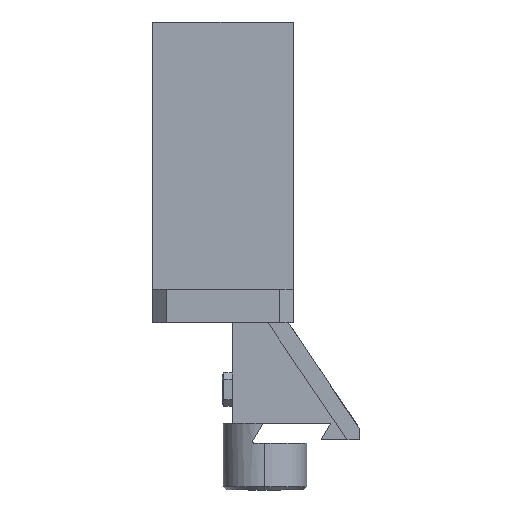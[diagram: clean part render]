
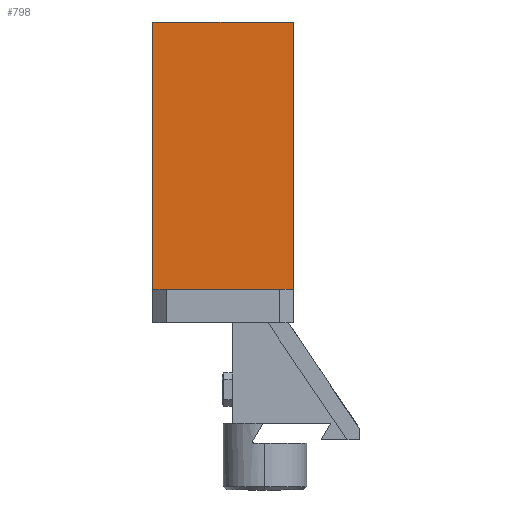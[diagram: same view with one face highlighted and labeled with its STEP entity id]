
A CAD part, front view. The second image highlights one B-rep face of the part: STEP entity #798.
In plain terms, the highlighted face is planar.
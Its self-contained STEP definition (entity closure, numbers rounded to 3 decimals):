
#168 = EDGE_CURVE ( 'NONE', #1917, #3675, #7198, .T. ) ;
#393 = LINE ( 'NONE', #1828, #1322 ) ;
#798 = ADVANCED_FACE ( 'NONE', ( #3528 ), #5687, .T. ) ;
#944 = EDGE_CURVE ( 'NONE', #1495, #1917, #4112, .T. ) ;
#1322 = VECTOR ( 'NONE', #6395, 1000. ) ;
#1423 = AXIS2_PLACEMENT_3D ( 'NONE', #7386, #5762, #5191 ) ;
#1495 = VERTEX_POINT ( 'NONE', #5269 ) ;
#1533 = DIRECTION ( 'NONE',  ( -1., 0., 0. ) ) ;
#1550 = CARTESIAN_POINT ( 'NONE',  ( 21., 90., 11.5 ) ) ;
#1785 = LINE ( 'NONE', #7200, #2748 ) ;
#1828 = CARTESIAN_POINT ( 'NONE',  ( -21., 90., 11.5 ) ) ;
#1917 = VERTEX_POINT ( 'NONE', #1550 ) ;
#1991 = VECTOR ( 'NONE', #2020, 1000. ) ;
#2020 = DIRECTION ( 'NONE',  ( 0., -1., 0. ) ) ;
#2689 = CARTESIAN_POINT ( 'NONE',  ( 21., 90., 11.5 ) ) ;
#2748 = VECTOR ( 'NONE', #1533, 1000. ) ;
#2972 = ORIENTED_EDGE ( 'NONE', *, *, #168, .F. ) ;
#3057 = EDGE_CURVE ( 'NONE', #3675, #5234, #1785, .T. ) ;
#3528 = FACE_OUTER_BOUND ( 'NONE', #4517, .T. ) ;
#3675 = VERTEX_POINT ( 'NONE', #4075 ) ;
#4075 = CARTESIAN_POINT ( 'NONE',  ( 21., 10., 11.5 ) ) ;
#4110 = DIRECTION ( 'NONE',  ( 1., 0., 0. ) ) ;
#4112 = LINE ( 'NONE', #5835, #5102 ) ;
#4251 = ORIENTED_EDGE ( 'NONE', *, *, #944, .F. ) ;
#4517 = EDGE_LOOP ( 'NONE', ( #6516, #5397, #2972, #4251 ) ) ;
#4905 = EDGE_CURVE ( 'NONE', #5234, #1495, #393, .T. ) ;
#5102 = VECTOR ( 'NONE', #4110, 1000. ) ;
#5191 = DIRECTION ( 'NONE',  ( -1., 0., 0. ) ) ;
#5234 = VERTEX_POINT ( 'NONE', #6067 ) ;
#5269 = CARTESIAN_POINT ( 'NONE',  ( -21., 90., 11.5 ) ) ;
#5397 = ORIENTED_EDGE ( 'NONE', *, *, #3057, .F. ) ;
#5687 = PLANE ( 'NONE',  #1423 ) ;
#5762 = DIRECTION ( 'NONE',  ( 0., 0., 1. ) ) ;
#5835 = CARTESIAN_POINT ( 'NONE',  ( -21., 90., 11.5 ) ) ;
#6067 = CARTESIAN_POINT ( 'NONE',  ( -21., 10., 11.5 ) ) ;
#6395 = DIRECTION ( 'NONE',  ( 0., 1., 0. ) ) ;
#6516 = ORIENTED_EDGE ( 'NONE', *, *, #4905, .F. ) ;
#7198 = LINE ( 'NONE', #2689, #1991 ) ;
#7200 = CARTESIAN_POINT ( 'NONE',  ( -21., 10., 11.5 ) ) ;
#7386 = CARTESIAN_POINT ( 'NONE',  ( -21., 90., 11.5 ) ) ;
